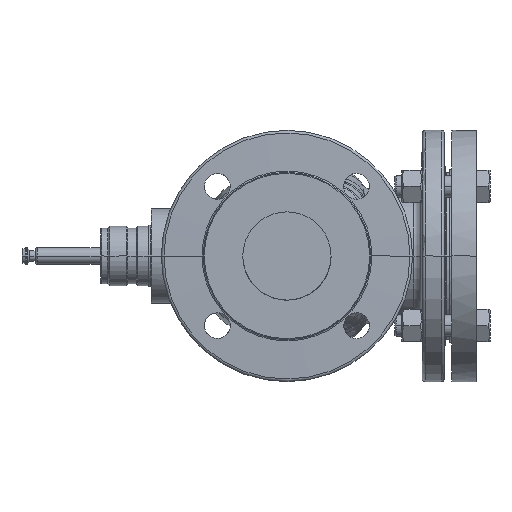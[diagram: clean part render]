
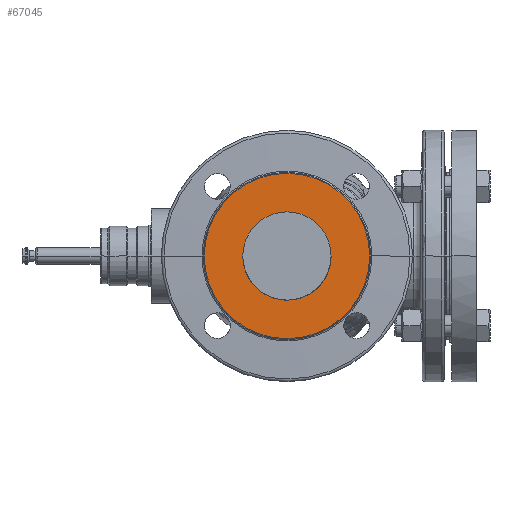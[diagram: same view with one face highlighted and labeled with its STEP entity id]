
A CAD part, left-side view. The second image highlights one B-rep face of the part: STEP entity #67045.
In plain terms, the highlighted planar face has unit normal (-1, 0, 0).
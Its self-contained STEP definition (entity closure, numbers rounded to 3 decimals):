
#67004=CARTESIAN_POINT('Axis2P3D Location',(-145.,37.008,0.)) ;
#67009=CARTESIAN_POINT('Axis2P3D Location',(-145.,0.,0.)) ;
#67013=CARTESIAN_POINT('Vertex',(-145.,60.882,0.)) ;
#67015=CARTESIAN_POINT('Vertex',(-145.,-60.882,0.)) ;
#67018=CARTESIAN_POINT('Axis2P3D Location',(-145.,0.,0.)) ;
#67027=CARTESIAN_POINT('Axis2P3D Location',(-145.,0.,0.)) ;
#67031=CARTESIAN_POINT('Vertex',(-145.,32.5,0.)) ;
#67033=CARTESIAN_POINT('Vertex',(-145.,-32.5,0.)) ;
#67036=CARTESIAN_POINT('Axis2P3D Location',(-145.,0.,0.)) ;
#67005=DIRECTION('Axis2P3D Direction',(-1.,0.,0.)) ;
#67006=DIRECTION('Axis2P3D XDirection',(0.,1.,0.)) ;
#67010=DIRECTION('Axis2P3D Direction',(-1.,0.,0.)) ;
#67019=DIRECTION('Axis2P3D Direction',(-1.,0.,0.)) ;
#67028=DIRECTION('Axis2P3D Direction',(-1.,0.,0.)) ;
#67037=DIRECTION('Axis2P3D Direction',(-1.,0.,0.)) ;
#67007=AXIS2_PLACEMENT_3D('Plane Axis2P3D',#67004,#67005,#67006) ;
#67011=AXIS2_PLACEMENT_3D('Circle Axis2P3D',#67009,#67010,$) ;
#67020=AXIS2_PLACEMENT_3D('Circle Axis2P3D',#67018,#67019,$) ;
#67029=AXIS2_PLACEMENT_3D('Circle Axis2P3D',#67027,#67028,$) ;
#67038=AXIS2_PLACEMENT_3D('Circle Axis2P3D',#67036,#67037,$) ;
#67012=CIRCLE('generated circle',#67011,60.882) ;
#67021=CIRCLE('generated circle',#67020,60.882) ;
#67030=CIRCLE('generated circle',#67029,32.5) ;
#67039=CIRCLE('generated circle',#67038,32.5) ;
#67008=PLANE('',#67007) ;
#67044=FACE_BOUND('',#67041,.T.) ;
#67017=EDGE_CURVE('',#67014,#67016,#67012,.T.) ;
#67022=EDGE_CURVE('',#67016,#67014,#67021,.T.) ;
#67035=EDGE_CURVE('',#67032,#67034,#67030,.T.) ;
#67040=EDGE_CURVE('',#67034,#67032,#67039,.T.) ;
#67024=ORIENTED_EDGE('',*,*,#67017,.T.) ;
#67025=ORIENTED_EDGE('',*,*,#67022,.T.) ;
#67042=ORIENTED_EDGE('',*,*,#67035,.F.) ;
#67043=ORIENTED_EDGE('',*,*,#67040,.F.) ;
#67023=EDGE_LOOP('',(#67024,#67025)) ;
#67041=EDGE_LOOP('',(#67042,#67043)) ;
#67014=VERTEX_POINT('',#67013) ;
#67016=VERTEX_POINT('',#67015) ;
#67032=VERTEX_POINT('',#67031) ;
#67034=VERTEX_POINT('',#67033) ;
#67045=ADVANCED_FACE('MANIFOLD_SOLID_BREP #155555',(#67026,#67044),#67008,.T.) ;
#67026=FACE_OUTER_BOUND('',#67023,.T.) ;
